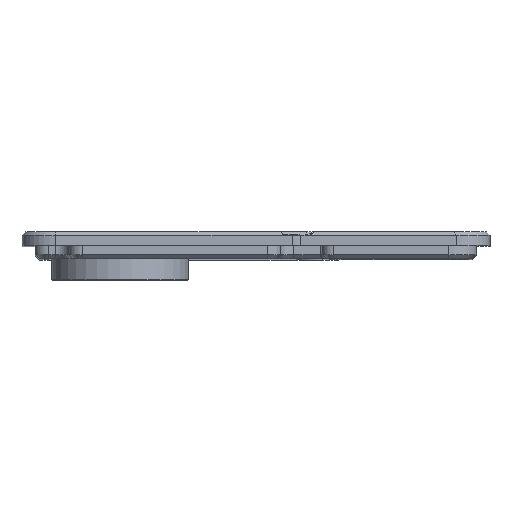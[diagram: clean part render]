
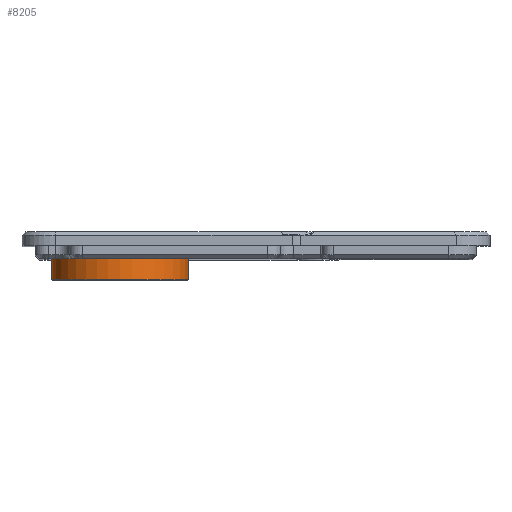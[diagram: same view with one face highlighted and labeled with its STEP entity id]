
A CAD part, top view. The second image highlights one B-rep face of the part: STEP entity #8205.
In plain terms, the highlighted cylindrical face has radius 10.25 mm (diameter 20.5 mm), a full revolution.
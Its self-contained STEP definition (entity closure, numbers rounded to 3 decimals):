
#86=CYLINDRICAL_SURFACE('',#8677,10.25);
#218=CIRCLE('',#8672,10.25);
#220=CIRCLE('',#8678,10.25);
#978=FACE_OUTER_BOUND('',#1469,.T.);
#1469=EDGE_LOOP('',(#7327,#7328,#7329,#7330));
#2335=LINE('',#14079,#3188);
#3188=VECTOR('',#10368,10.25);
#3989=VERTEX_POINT('',#14067);
#3991=VERTEX_POINT('',#14078);
#5132=EDGE_CURVE('',#3989,#3989,#218,.T.);
#5137=EDGE_CURVE('',#3989,#3991,#2335,.T.);
#5138=EDGE_CURVE('',#3991,#3991,#220,.T.);
#7327=ORIENTED_EDGE('',*,*,#5132,.F.);
#7328=ORIENTED_EDGE('',*,*,#5137,.T.);
#7329=ORIENTED_EDGE('',*,*,#5138,.F.);
#7330=ORIENTED_EDGE('',*,*,#5137,.F.);
#8205=ADVANCED_FACE('',(#978),#86,.T.);
#8672=AXIS2_PLACEMENT_3D('',#14068,#10353,#10354);
#8677=AXIS2_PLACEMENT_3D('',#14077,#10366,#10367);
#8678=AXIS2_PLACEMENT_3D('',#14080,#10369,#10370);
#10353=DIRECTION('center_axis',(0.,-1.,0.));
#10354=DIRECTION('ref_axis',(1.,0.,0.));
#10366=DIRECTION('center_axis',(0.,-1.,0.));
#10367=DIRECTION('ref_axis',(1.,0.,0.));
#10368=DIRECTION('',(0.,1.,0.));
#10369=DIRECTION('center_axis',(0.,1.,0.));
#10370=DIRECTION('ref_axis',(1.,0.,0.));
#14067=CARTESIAN_POINT('',(4.45,-5.,40.2));
#14068=CARTESIAN_POINT('Origin',(14.7,-5.,40.2));
#14077=CARTESIAN_POINT('Origin',(14.7,0.,40.2));
#14078=CARTESIAN_POINT('',(4.45,0.,40.2));
#14079=CARTESIAN_POINT('',(4.45,0.,40.2));
#14080=CARTESIAN_POINT('Origin',(14.7,0.,40.2));
